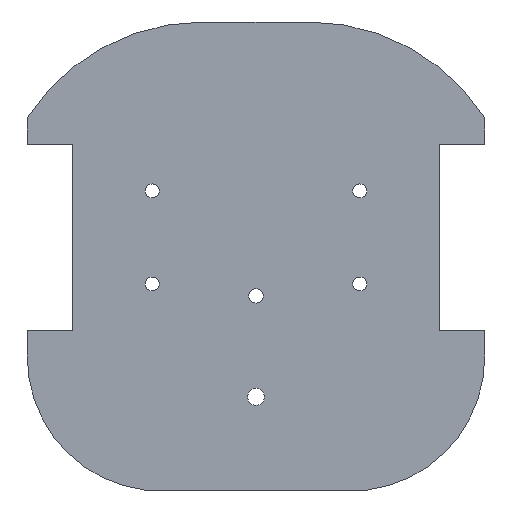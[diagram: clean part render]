
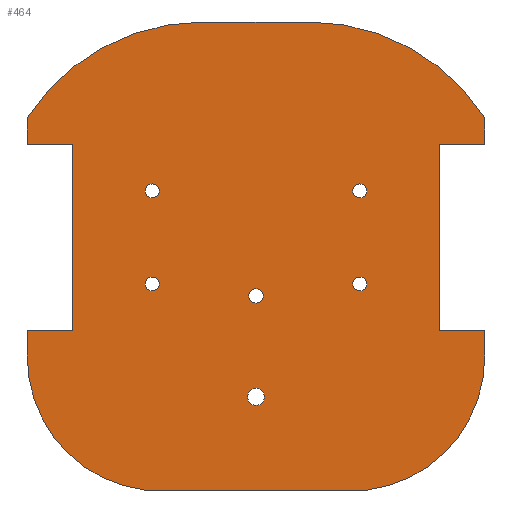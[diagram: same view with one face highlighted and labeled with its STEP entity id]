
A CAD part, front view. The second image highlights one B-rep face of the part: STEP entity #464.
In plain terms, the highlighted planar face has unit normal (0, -1, 0).
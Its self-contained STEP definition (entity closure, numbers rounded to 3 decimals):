
#14=LINE('',#681,#54);
#18=LINE('',#689,#58);
#21=LINE('',#695,#61);
#32=LINE('',#738,#72);
#36=LINE('',#746,#76);
#39=LINE('',#752,#79);
#43=LINE('',#758,#83);
#44=LINE('',#760,#84);
#46=LINE('',#763,#86);
#47=LINE('',#764,#87);
#48=LINE('',#765,#88);
#49=LINE('',#766,#89);
#54=VECTOR('',#557,35.);
#58=VECTOR('',#563,8.5);
#61=VECTOR('',#568,8.5);
#72=VECTOR('',#605,35.);
#76=VECTOR('',#611,8.5);
#79=VECTOR('',#616,8.5);
#83=VECTOR('',#622,5.);
#84=VECTOR('',#625,42.);
#86=VECTOR('',#629,5.);
#87=VECTOR('',#630,5.);
#88=VECTOR('',#631,20.);
#89=VECTOR('',#632,5.);
#102=PLANE('',#511);
#114=FACE_BOUND('',#174,.T.);
#115=FACE_BOUND('',#175,.T.);
#116=FACE_BOUND('',#176,.T.);
#117=FACE_BOUND('',#177,.T.);
#118=FACE_BOUND('',#178,.T.);
#119=FACE_BOUND('',#179,.T.);
#120=FACE_BOUND('',#180,.T.);
#174=EDGE_LOOP('',(#376));
#175=EDGE_LOOP('',(#377));
#176=EDGE_LOOP('',(#378));
#177=EDGE_LOOP('',(#379));
#178=EDGE_LOOP('',(#380));
#179=EDGE_LOOP('',(#381));
#180=EDGE_LOOP('',(#382,#383,#384,#385,#386,#387,#388,#389,#390,#391,#392,
#393,#394,#395,#396,#397));
#193=CIRCLE('',#475,1.35);
#194=CIRCLE('',#477,1.6);
#196=CIRCLE('',#480,1.3);
#198=CIRCLE('',#483,1.3);
#200=CIRCLE('',#486,1.3);
#202=CIRCLE('',#489,1.3);
#204=CIRCLE('',#495,39.25);
#206=CIRCLE('',#498,25.205);
#208=CIRCLE('',#501,25.205);
#210=CIRCLE('',#504,39.25);
#213=VERTEX_POINT('',#651);
#214=VERTEX_POINT('',#654);
#216=VERTEX_POINT('',#659);
#218=VERTEX_POINT('',#664);
#220=VERTEX_POINT('',#669);
#222=VERTEX_POINT('',#674);
#224=VERTEX_POINT('',#679);
#225=VERTEX_POINT('',#680);
#228=VERTEX_POINT('',#688);
#230=VERTEX_POINT('',#694);
#232=VERTEX_POINT('',#700);
#233=VERTEX_POINT('',#701);
#236=VERTEX_POINT('',#709);
#237=VERTEX_POINT('',#710);
#240=VERTEX_POINT('',#718);
#241=VERTEX_POINT('',#719);
#244=VERTEX_POINT('',#727);
#245=VERTEX_POINT('',#728);
#248=VERTEX_POINT('',#736);
#249=VERTEX_POINT('',#737);
#252=VERTEX_POINT('',#745);
#254=VERTEX_POINT('',#751);
#257=EDGE_CURVE('',#213,#213,#193,.T.);
#258=EDGE_CURVE('',#214,#214,#194,.T.);
#260=EDGE_CURVE('',#216,#216,#196,.T.);
#262=EDGE_CURVE('',#218,#218,#198,.T.);
#264=EDGE_CURVE('',#220,#220,#200,.T.);
#266=EDGE_CURVE('',#222,#222,#202,.T.);
#268=EDGE_CURVE('',#224,#225,#14,.T.);
#272=EDGE_CURVE('',#225,#228,#18,.T.);
#275=EDGE_CURVE('',#230,#224,#21,.T.);
#278=EDGE_CURVE('',#232,#233,#204,.T.);
#282=EDGE_CURVE('',#236,#237,#206,.T.);
#286=EDGE_CURVE('',#240,#241,#208,.T.);
#290=EDGE_CURVE('',#244,#245,#210,.T.);
#294=EDGE_CURVE('',#248,#249,#32,.T.);
#298=EDGE_CURVE('',#249,#252,#36,.T.);
#301=EDGE_CURVE('',#254,#248,#39,.T.);
#305=EDGE_CURVE('',#240,#228,#43,.T.);
#306=EDGE_CURVE('',#236,#241,#44,.T.);
#308=EDGE_CURVE('',#254,#237,#46,.T.);
#309=EDGE_CURVE('',#244,#252,#47,.T.);
#310=EDGE_CURVE('',#232,#245,#48,.T.);
#311=EDGE_CURVE('',#230,#233,#49,.T.);
#376=ORIENTED_EDGE('',*,*,#257,.T.);
#377=ORIENTED_EDGE('',*,*,#258,.T.);
#378=ORIENTED_EDGE('',*,*,#260,.T.);
#379=ORIENTED_EDGE('',*,*,#262,.T.);
#380=ORIENTED_EDGE('',*,*,#264,.T.);
#381=ORIENTED_EDGE('',*,*,#266,.T.);
#382=ORIENTED_EDGE('',*,*,#275,.T.);
#383=ORIENTED_EDGE('',*,*,#268,.T.);
#384=ORIENTED_EDGE('',*,*,#272,.T.);
#385=ORIENTED_EDGE('',*,*,#305,.F.);
#386=ORIENTED_EDGE('',*,*,#286,.T.);
#387=ORIENTED_EDGE('',*,*,#306,.F.);
#388=ORIENTED_EDGE('',*,*,#282,.T.);
#389=ORIENTED_EDGE('',*,*,#308,.F.);
#390=ORIENTED_EDGE('',*,*,#301,.T.);
#391=ORIENTED_EDGE('',*,*,#294,.T.);
#392=ORIENTED_EDGE('',*,*,#298,.T.);
#393=ORIENTED_EDGE('',*,*,#309,.F.);
#394=ORIENTED_EDGE('',*,*,#290,.T.);
#395=ORIENTED_EDGE('',*,*,#310,.F.);
#396=ORIENTED_EDGE('',*,*,#278,.T.);
#397=ORIENTED_EDGE('',*,*,#311,.F.);
#464=ADVANCED_FACE('',(#114,#115,#116,#117,#118,#119,#120),#102,.T.);
#475=AXIS2_PLACEMENT_3D('',#652,#523,#524);
#477=AXIS2_PLACEMENT_3D('',#655,#527,#528);
#480=AXIS2_PLACEMENT_3D('',#660,#533,#534);
#483=AXIS2_PLACEMENT_3D('',#665,#539,#540);
#486=AXIS2_PLACEMENT_3D('',#670,#545,#546);
#489=AXIS2_PLACEMENT_3D('',#675,#551,#552);
#495=AXIS2_PLACEMENT_3D('',#702,#573,#574);
#498=AXIS2_PLACEMENT_3D('',#711,#581,#582);
#501=AXIS2_PLACEMENT_3D('',#720,#589,#590);
#504=AXIS2_PLACEMENT_3D('',#729,#597,#598);
#511=AXIS2_PLACEMENT_3D('',#762,#627,#628);
#523=DIRECTION('center_axis',(0.,1.,0.));
#524=DIRECTION('ref_axis',(-1.,0.,0.));
#527=DIRECTION('center_axis',(0.,1.,0.));
#528=DIRECTION('ref_axis',(-1.,0.,0.));
#533=DIRECTION('center_axis',(0.,1.,0.));
#534=DIRECTION('ref_axis',(-1.,0.,0.));
#539=DIRECTION('center_axis',(0.,1.,0.));
#540=DIRECTION('ref_axis',(-1.,0.,0.));
#545=DIRECTION('center_axis',(0.,1.,0.));
#546=DIRECTION('ref_axis',(-1.,0.,0.));
#551=DIRECTION('center_axis',(0.,1.,0.));
#552=DIRECTION('ref_axis',(-1.,0.,0.));
#557=DIRECTION('',(0.,0.,-1.));
#563=DIRECTION('',(-1.,0.,0.));
#568=DIRECTION('',(1.,0.,0.));
#573=DIRECTION('center_axis',(0.,-1.,0.));
#574=DIRECTION('ref_axis',(0.841,0.,-0.541));
#581=DIRECTION('center_axis',(0.,-1.,0.));
#582=DIRECTION('ref_axis',(-1.,0.,0.));
#589=DIRECTION('center_axis',(0.,-1.,0.));
#590=DIRECTION('ref_axis',(0.127,0.,0.992));
#597=DIRECTION('center_axis',(0.,-1.,0.));
#598=DIRECTION('ref_axis',(0.,0.,-1.));
#605=DIRECTION('',(0.,0.,1.));
#611=DIRECTION('',(1.,0.,0.));
#616=DIRECTION('',(-1.,0.,0.));
#622=DIRECTION('',(0.,0.,1.));
#625=DIRECTION('',(-1.,0.,0.));
#627=DIRECTION('center_axis',(0.,-1.,0.));
#628=DIRECTION('ref_axis',(0.,0.,-1.));
#629=DIRECTION('',(0.,0.,-1.));
#630=DIRECTION('',(0.,0.,-1.));
#631=DIRECTION('',(1.,0.,0.));
#632=DIRECTION('',(0.,0.,1.));
#651=CARTESIAN_POINT('',(1.35,0.,-7.5));
#652=CARTESIAN_POINT('Origin',(0.,0.,-7.5));
#654=CARTESIAN_POINT('',(1.6,0.,-26.5));
#655=CARTESIAN_POINT('Origin',(0.,0.,-26.5));
#659=CARTESIAN_POINT('',(20.8,0.,-5.25));
#660=CARTESIAN_POINT('Origin',(19.5,0.,-5.25));
#664=CARTESIAN_POINT('',(-18.2,0.,-5.25));
#665=CARTESIAN_POINT('Origin',(-19.5,0.,-5.25));
#669=CARTESIAN_POINT('',(-18.2,0.,12.25));
#670=CARTESIAN_POINT('Origin',(-19.5,0.,12.25));
#674=CARTESIAN_POINT('',(20.8,0.,12.25));
#675=CARTESIAN_POINT('Origin',(19.5,0.,12.25));
#679=CARTESIAN_POINT('',(-34.5,0.,21.));
#680=CARTESIAN_POINT('',(-34.5,0.,-14.));
#681=CARTESIAN_POINT('',(-34.5,0.,-7.));
#688=CARTESIAN_POINT('',(-43.,0.,-14.));
#689=CARTESIAN_POINT('',(-21.5,0.,-14.));
#694=CARTESIAN_POINT('',(-43.,0.,21.));
#695=CARTESIAN_POINT('',(-17.25,0.,21.));
#700=CARTESIAN_POINT('',(-10.,0.,44.));
#701=CARTESIAN_POINT('',(-43.,0.,26.));
#702=CARTESIAN_POINT('Origin',(-10.,0.,4.75));
#709=CARTESIAN_POINT('',(21.,0.,-44.));
#710=CARTESIAN_POINT('',(43.,0.,-19.));
#711=CARTESIAN_POINT('Origin',(17.795,0.,-19.));
#718=CARTESIAN_POINT('',(-43.,0.,-19.));
#719=CARTESIAN_POINT('',(-21.,0.,-44.));
#720=CARTESIAN_POINT('Origin',(-17.795,0.,-19.));
#727=CARTESIAN_POINT('',(43.,0.,26.));
#728=CARTESIAN_POINT('',(10.,0.,44.));
#729=CARTESIAN_POINT('Origin',(10.,0.,4.75));
#736=CARTESIAN_POINT('',(34.5,0.,-14.));
#737=CARTESIAN_POINT('',(34.5,0.,21.));
#738=CARTESIAN_POINT('',(34.5,0.,10.5));
#745=CARTESIAN_POINT('',(43.,0.,21.));
#746=CARTESIAN_POINT('',(21.5,0.,21.));
#751=CARTESIAN_POINT('',(43.,0.,-14.));
#752=CARTESIAN_POINT('',(17.25,0.,-14.));
#758=CARTESIAN_POINT('',(-43.,0.,-44.));
#760=CARTESIAN_POINT('',(43.,0.,-44.));
#762=CARTESIAN_POINT('Origin',(0.,0.,0.));
#763=CARTESIAN_POINT('',(43.,0.,44.));
#764=CARTESIAN_POINT('',(43.,0.,44.));
#765=CARTESIAN_POINT('',(-43.,0.,44.));
#766=CARTESIAN_POINT('',(-43.,0.,-44.));
